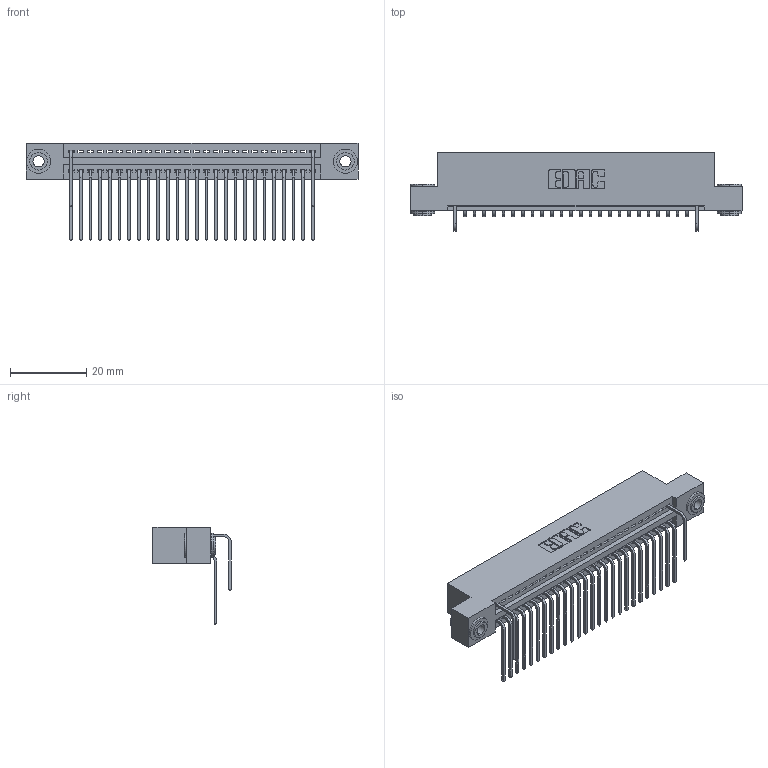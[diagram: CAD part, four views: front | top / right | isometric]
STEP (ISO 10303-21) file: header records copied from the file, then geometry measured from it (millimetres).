
FILE_DESCRIPTION (( 'STEP AP203' ), '1' );
FILE_NAME ('345-052-559-203.STEP', '2018-09-23T15:58:21', ( '' ), ( '' ), 'SwSTEP 2.0', 'SolidWorks 2016', '' );
FILE_SCHEMA (( 'CONFIG_CONTROL_DESIGN' ));
Length unit declared in the file: inch
Products named in the file (5): 345-052-559-203; 345 Part_Flush Mounting Lugs - 0.156 Dia-TH; 345-292-001_559 Tail - 2; 345-292-001_558 559 Tail - 1; 345-250-002_345-250-002-102
Assembly tree (31 placements, depth 2):
  345-052-559-203
    345 Part_Flush Mounting Lugs - 0.156 Dia-TH
    345-292-001_558 559 Tail - 1  x26
    345-292-001_559 Tail - 2  x2
    345-250-002_345-250-002-102  x2
Bounding box: 87.25 x 20.56 x 25.53 mm (x, y, z)
Volume: 8291.5 mm3; surface area: 11685.5 mm2
Topology: 31 solids, 31 shells, 1812 faces, 5405 edges, 3562 vertices
Faces by surface type: plane 1238, cylinder 566, cone 8
Entity records: 24088 total; most frequent: CARTESIAN_POINT 4178, ORIENTED_EDGE 4078, DIRECTION 3681, EDGE_CURVE 2039, VECTOR 1739, LINE 1739, VERTEX_POINT 1354, AXIS2_PLACEMENT_3D 971
